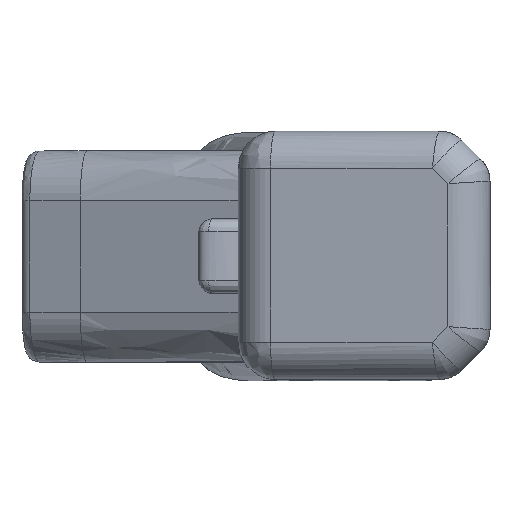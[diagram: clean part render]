
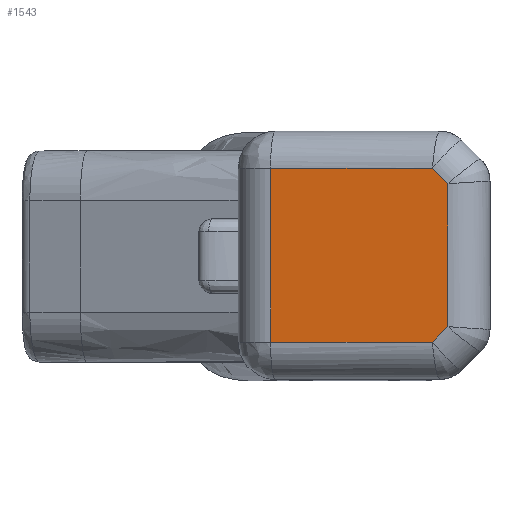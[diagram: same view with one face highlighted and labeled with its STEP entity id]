
A CAD part, top view. The second image highlights one B-rep face of the part: STEP entity #1543.
In plain terms, the highlighted free-form (B-spline) face has degree [1, 1] with [2, 2] control points.
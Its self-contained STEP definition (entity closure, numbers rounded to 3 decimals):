
#1543 = ADVANCED_FACE('',(#1544),#1588,.F.);
#1544 = FACE_BOUND('',#1545,.T.);
#1545 = EDGE_LOOP('',(#1546,#1555,#1562,#1569,#1576,#1583));
#1546 = ORIENTED_EDGE('',*,*,#1547,.T.);
#1547 = EDGE_CURVE('',#1548,#1550,#1552,.T.);
#1548 = VERTEX_POINT('',#1549);
#1549 = CARTESIAN_POINT('',(64.85,11.68,
    124.97));
#1550 = VERTEX_POINT('',#1551);
#1551 = CARTESIAN_POINT('',(64.85,30.613,
    124.97));
#1552 = B_SPLINE_CURVE_WITH_KNOTS('',1,(#1553,#1554),.UNSPECIFIED.,.F.,
  .F.,(2,2),(-31.515,-8.485),.PIECEWISE_BEZIER_KNOTS.);
#1553 = CARTESIAN_POINT('',(64.85,11.68,
    124.97));
#1554 = CARTESIAN_POINT('',(64.85,30.613,
    124.97));
#1555 = ORIENTED_EDGE('',*,*,#1556,.T.);
#1556 = EDGE_CURVE('',#1550,#1557,#1559,.T.);
#1557 = VERTEX_POINT('',#1558);
#1558 = CARTESIAN_POINT('',(62.801,32.656,
    124.704));
#1559 = B_SPLINE_CURVE_WITH_KNOTS('',1,(#1560,#1561),.UNSPECIFIED.,.F.,
  .F.,(2,2),(-5.316,-1.781),.PIECEWISE_BEZIER_KNOTS.);
#1560 = CARTESIAN_POINT('',(64.85,30.613,
    124.97));
#1561 = CARTESIAN_POINT('',(62.801,32.656,
    124.704));
#1562 = ORIENTED_EDGE('',*,*,#1563,.T.);
#1563 = EDGE_CURVE('',#1557,#1564,#1566,.T.);
#1564 = VERTEX_POINT('',#1565);
#1565 = CARTESIAN_POINT('',(41.358,32.656,
    121.926));
#1566 = B_SPLINE_CURVE_WITH_KNOTS('',1,(#1567,#1568),.UNSPECIFIED.,.F.,
  .F.,(2,2),(9.496,35.797),.PIECEWISE_BEZIER_KNOTS.);
#1567 = CARTESIAN_POINT('',(62.801,32.656,
    124.704));
#1568 = CARTESIAN_POINT('',(41.358,32.656,
    121.926));
#1569 = ORIENTED_EDGE('',*,*,#1570,.T.);
#1570 = EDGE_CURVE('',#1564,#1571,#1573,.T.);
#1571 = VERTEX_POINT('',#1572);
#1572 = CARTESIAN_POINT('',(41.358,9.637,
    121.926));
#1573 = B_SPLINE_CURVE_WITH_KNOTS('',1,(#1574,#1575),.UNSPECIFIED.,.F.,
  .F.,(2,2),(6.,34.),.PIECEWISE_BEZIER_KNOTS.);
#1574 = CARTESIAN_POINT('',(41.358,32.656,
    121.926));
#1575 = CARTESIAN_POINT('',(41.358,9.637,
    121.926));
#1576 = ORIENTED_EDGE('',*,*,#1577,.T.);
#1577 = EDGE_CURVE('',#1571,#1578,#1580,.T.);
#1578 = VERTEX_POINT('',#1579);
#1579 = CARTESIAN_POINT('',(62.801,9.637,
    124.704));
#1580 = B_SPLINE_CURVE_WITH_KNOTS('',1,(#1581,#1582),.UNSPECIFIED.,.F.,
  .F.,(2,2),(-29.728,-3.427),.PIECEWISE_BEZIER_KNOTS.);
#1581 = CARTESIAN_POINT('',(41.358,9.637,
    121.926));
#1582 = CARTESIAN_POINT('',(62.801,9.637,
    124.704));
#1583 = ORIENTED_EDGE('',*,*,#1584,.T.);
#1584 = EDGE_CURVE('',#1578,#1548,#1585,.T.);
#1585 = B_SPLINE_CURVE_WITH_KNOTS('',1,(#1586,#1587),.UNSPECIFIED.,.F.,
  .F.,(2,2),(-6.753,-3.218),.PIECEWISE_BEZIER_KNOTS.);
#1586 = CARTESIAN_POINT('',(62.801,9.637,
    124.704));
#1587 = CARTESIAN_POINT('',(64.85,11.68,
    124.97));
#1588 = B_SPLINE_SURFACE_WITH_KNOTS('',1,1,(
    (#1589,#1590)
    ,(#1591,#1592
    )),.UNSPECIFIED.,.F.,.F.,.F.,(2,2),(2,2),(6.982,
    35.797),(-34.,-6.),.PIECEWISE_BEZIER_KNOTS.);
#1589 = CARTESIAN_POINT('',(64.85,9.637,
    124.97));
#1590 = CARTESIAN_POINT('',(64.85,32.656,
    124.97));
#1591 = CARTESIAN_POINT('',(41.358,9.637,
    121.926));
#1592 = CARTESIAN_POINT('',(41.358,32.656,
    121.926));
